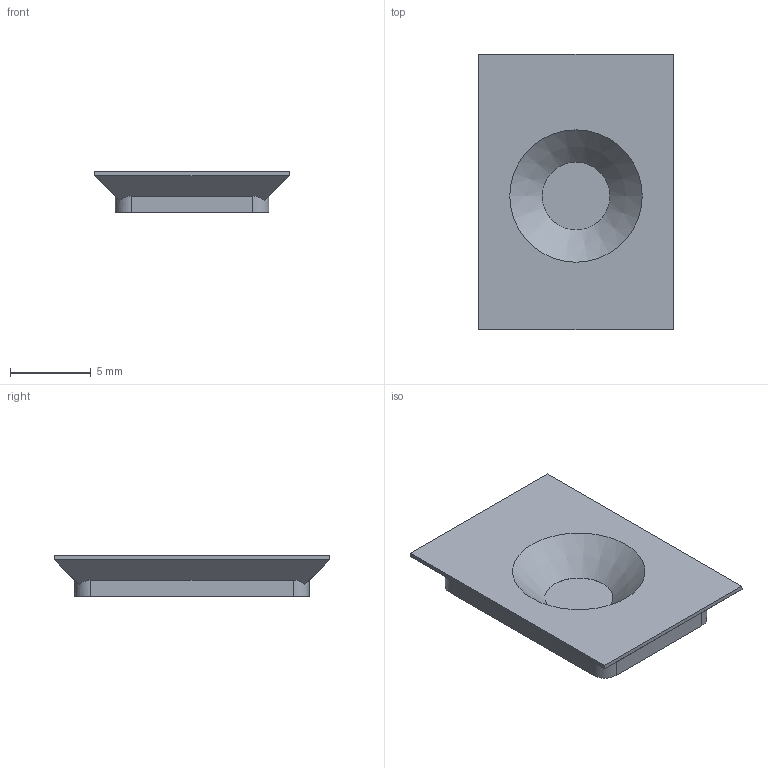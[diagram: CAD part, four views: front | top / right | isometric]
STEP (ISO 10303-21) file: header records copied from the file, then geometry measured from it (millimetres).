
FILE_DESCRIPTION(('FreeCAD Model'),'2;1');
FILE_NAME('Open CASCADE Shape Model','2025-10-21T19:01:01',('Author'),( ''),'Open CASCADE STEP processor 7.8','FreeCAD','Unknown');
FILE_SCHEMA(('AUTOMOTIVE_DESIGN { 1 0 10303 214 1 1 1 1 }'));
Length unit declared in the file: millimetre
Products named in the file (5): Taste_Play; Taste; Figure_1; Figure_2; Figure_3
Assembly tree (4 placements, depth 2):
  Taste_Play
    Taste
    Figure_1
    Figure_2
    Figure_3
Bounding box: 12 x 17 x 2.5 mm (x, y, z)
Volume: 338.2 mm3; surface area: 594.2 mm2
Topology: 4 solids, 4 shells, 52 faces, 115 edges, 75 vertices
Faces by surface type: plane 46, cylinder 5, cone 1
Full cylindrical faces by diameter (mm): 4.2 x1
Entity records: 1532 total; most frequent: CARTESIAN_POINT 247, DIRECTION 244, ORIENTED_EDGE 230, EDGE_CURVE 115, LINE 100, VECTOR 100, VERTEX_POINT 75, AXIS2_PLACEMENT_3D 72
